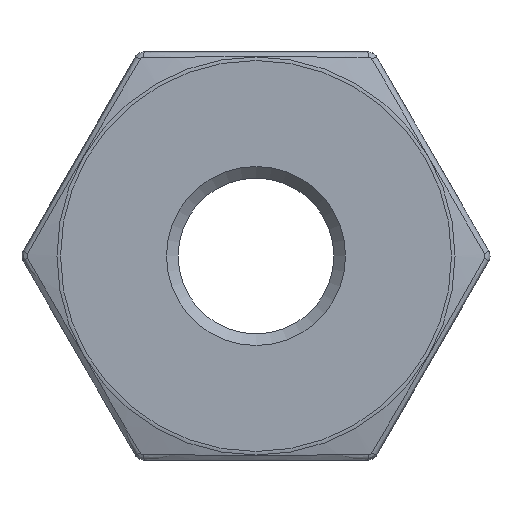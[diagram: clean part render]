
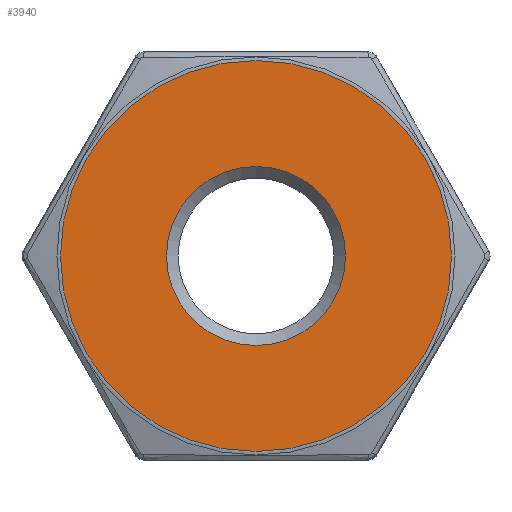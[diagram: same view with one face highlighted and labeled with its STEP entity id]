
A CAD part, left-side view. The second image highlights one B-rep face of the part: STEP entity #3940.
In plain terms, the highlighted planar face has unit normal (-1, 0, 0).
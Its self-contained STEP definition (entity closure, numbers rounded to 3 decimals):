
#757 = AXIS2_PLACEMENT_3D ( 'NONE', #8196, #4681, #14027 ) ;
#768 = CARTESIAN_POINT ( 'NONE',  ( 0., 0., 0. ) ) ;
#2639 = EDGE_LOOP ( 'NONE', ( #7627 ) ) ;
#3262 = CARTESIAN_POINT ( 'NONE',  ( 0., 0., 6.579 ) ) ;
#3940 = ADVANCED_FACE ( 'NONE', ( #7132, #11932 ), #8495, .T. ) ;
#4642 = CARTESIAN_POINT ( 'NONE',  ( 0., -14.368, 0. ) ) ;
#4681 = DIRECTION ( 'NONE',  ( -1., 0., 0. ) ) ;
#4884 = ORIENTED_EDGE ( 'NONE', *, *, #13621, .T. ) ;
#5335 = DIRECTION ( 'NONE',  ( -1., 0., 0. ) ) ;
#5800 = VERTEX_POINT ( 'NONE', #3262 ) ;
#6623 = DIRECTION ( 'NONE',  ( -1., 0., 0. ) ) ;
#6793 = CIRCLE ( 'NONE', #10663, 6.579 ) ;
#7132 = FACE_OUTER_BOUND ( 'NONE', #10134, .T. ) ;
#7624 = EDGE_CURVE ( 'NONE', #5800, #5800, #6793, .T. ) ;
#7627 = ORIENTED_EDGE ( 'NONE', *, *, #7624, .F. ) ;
#8156 = VERTEX_POINT ( 'NONE', #4642 ) ;
#8196 = CARTESIAN_POINT ( 'NONE',  ( 0., 0., 0. ) ) ;
#8495 = PLANE ( 'NONE',  #757 ) ;
#10112 = DIRECTION ( 'NONE',  ( 0., 0., 1. ) ) ;
#10134 = EDGE_LOOP ( 'NONE', ( #4884 ) ) ;
#10663 = AXIS2_PLACEMENT_3D ( 'NONE', #768, #6623, #10112 ) ;
#11299 = CARTESIAN_POINT ( 'NONE',  ( 0., 0., 0. ) ) ;
#11932 = FACE_BOUND ( 'NONE', #2639, .T. ) ;
#12124 = AXIS2_PLACEMENT_3D ( 'NONE', #11299, #5335, #13767 ) ;
#13621 = EDGE_CURVE ( 'NONE', #8156, #8156, #15106, .T. ) ;
#13767 = DIRECTION ( 'NONE',  ( 0., -1., 0. ) ) ;
#14027 = DIRECTION ( 'NONE',  ( 0., -1., 0. ) ) ;
#15106 = CIRCLE ( 'NONE', #12124, 14.368 ) ;
